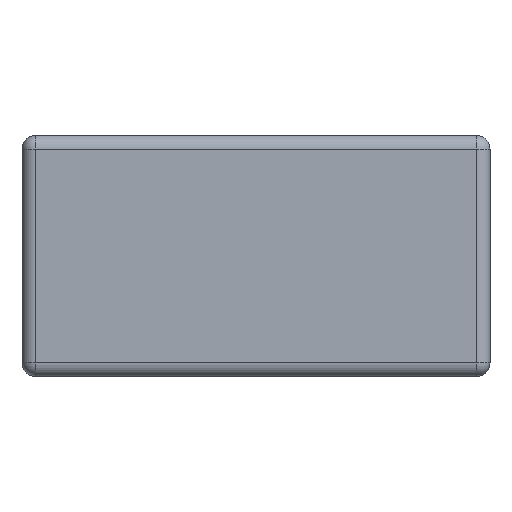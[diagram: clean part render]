
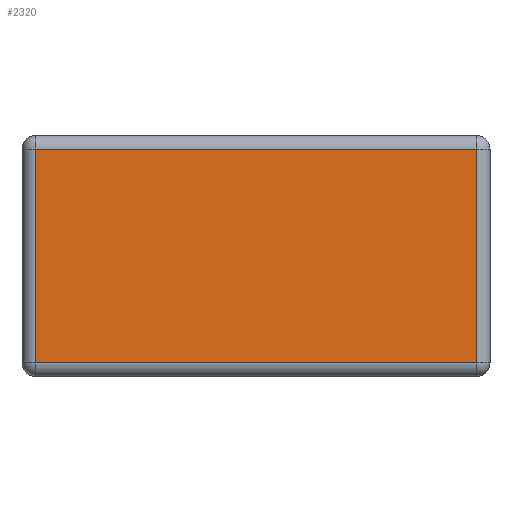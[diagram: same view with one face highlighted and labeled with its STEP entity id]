
A CAD part, front view. The second image highlights one B-rep face of the part: STEP entity #2320.
In plain terms, the highlighted planar face has unit normal (0, -1, 0).
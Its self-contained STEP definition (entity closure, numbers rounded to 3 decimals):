
#93=PLANE('',#2587);
#208=FACE_OUTER_BOUND('',#346,.T.);
#346=EDGE_LOOP('',(#1993,#1994,#1995,#1996));
#567=LINE('',#3952,#783);
#568=LINE('',#3954,#784);
#571=LINE('',#3958,#787);
#574=LINE('',#3968,#790);
#783=VECTOR('',#3207,1.);
#784=VECTOR('',#3210,1.);
#787=VECTOR('',#3215,1.);
#790=VECTOR('',#3228,1.);
#1130=VERTEX_POINT('',#3925);
#1131=VERTEX_POINT('',#3930);
#1134=VERTEX_POINT('',#3938);
#1135=VERTEX_POINT('',#3942);
#1433=EDGE_CURVE('',#1135,#1134,#567,.T.);
#1434=EDGE_CURVE('',#1131,#1135,#568,.T.);
#1437=EDGE_CURVE('',#1134,#1130,#571,.T.);
#1442=EDGE_CURVE('',#1130,#1131,#574,.T.);
#1993=ORIENTED_EDGE('',*,*,#1433,.F.);
#1994=ORIENTED_EDGE('',*,*,#1434,.F.);
#1995=ORIENTED_EDGE('',*,*,#1442,.F.);
#1996=ORIENTED_EDGE('',*,*,#1437,.F.);
#2320=ADVANCED_FACE('',(#208),#93,.F.);
#2587=AXIS2_PLACEMENT_3D('',#3977,#3240,#3241);
#3207=DIRECTION('',(1.,0.,0.));
#3210=DIRECTION('',(0.,0.,1.));
#3215=DIRECTION('',(0.,0.,-1.));
#3228=DIRECTION('',(-1.,0.,0.));
#3240=DIRECTION('center_axis',(0.,1.,0.));
#3241=DIRECTION('ref_axis',(0.,0.,1.));
#3925=CARTESIAN_POINT('',(0.825,-1.675,0.05));
#3930=CARTESIAN_POINT('',(-0.825,-1.675,0.05));
#3938=CARTESIAN_POINT('',(0.825,-1.675,0.85));
#3942=CARTESIAN_POINT('',(-0.825,-1.675,0.85));
#3952=CARTESIAN_POINT('',(-0.825,-1.675,0.85));
#3954=CARTESIAN_POINT('',(-0.825,-1.675,0.05));
#3958=CARTESIAN_POINT('',(0.825,-1.675,0.85));
#3968=CARTESIAN_POINT('',(0.825,-1.675,0.05));
#3977=CARTESIAN_POINT('Origin',(0.,-1.675,0.45));
